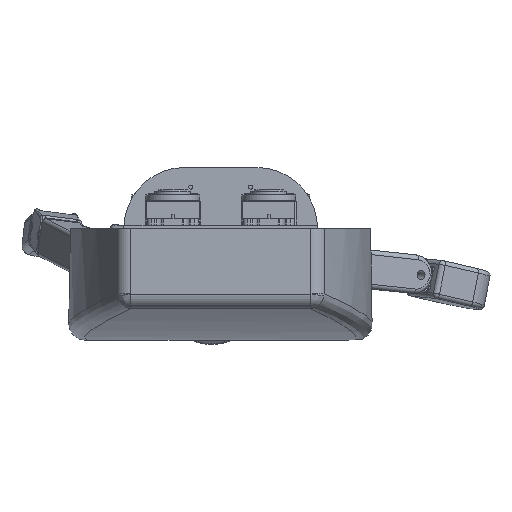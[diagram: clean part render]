
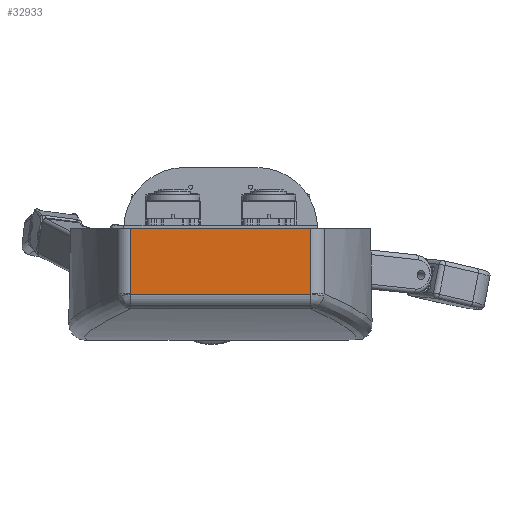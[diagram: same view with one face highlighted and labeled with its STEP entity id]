
A CAD part, front view. The second image highlights one B-rep face of the part: STEP entity #32933.
In plain terms, the highlighted planar face has unit normal (0, -1, 0).
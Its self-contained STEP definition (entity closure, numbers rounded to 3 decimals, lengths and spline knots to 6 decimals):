
#2291=B_SPLINE_CURVE_WITH_KNOTS('',3,(#58226,#58227,#58228,#58229),
 .UNSPECIFIED.,.F.,.F.,(4,4),(0.,0.000011),.UNSPECIFIED.);
#2292=B_SPLINE_CURVE_WITH_KNOTS('',3,(#58234,#58235,#58236,#58237),
 .UNSPECIFIED.,.F.,.F.,(4,4),(0.,0.000011),
 .UNSPECIFIED.);
#3754=LINE('',#57762,#5710);
#3778=LINE('',#58223,#5734);
#3779=LINE('',#58231,#5735);
#3780=LINE('',#58232,#5736);
#5710=VECTOR('',#44265,1.);
#5734=VECTOR('',#44335,1.);
#5735=VECTOR('',#44336,1.);
#5736=VECTOR('',#44337,1.);
#11516=ORIENTED_EDGE('',*,*,#18956,.T.);
#11517=ORIENTED_EDGE('',*,*,#18957,.T.);
#11518=ORIENTED_EDGE('',*,*,#18958,.T.);
#11519=ORIENTED_EDGE('',*,*,#18896,.T.);
#11520=ORIENTED_EDGE('',*,*,#18959,.T.);
#11521=ORIENTED_EDGE('',*,*,#18960,.T.);
#18896=EDGE_CURVE('',#22889,#22888,#3754,.T.);
#18956=EDGE_CURVE('',#22938,#22939,#3778,.F.);
#18957=EDGE_CURVE('',#22939,#22940,#2291,.T.);
#18958=EDGE_CURVE('',#22940,#22889,#3779,.F.);
#18959=EDGE_CURVE('',#22888,#22941,#3780,.F.);
#18960=EDGE_CURVE('',#22941,#22938,#2292,.T.);
#22888=VERTEX_POINT('',#57761);
#22889=VERTEX_POINT('',#57763);
#22938=VERTEX_POINT('',#58224);
#22939=VERTEX_POINT('',#58225);
#22940=VERTEX_POINT('',#58230);
#22941=VERTEX_POINT('',#58233);
#27658=EDGE_LOOP('',(#11516,#11517,#11518,#11519,#11520,#11521));
#30105=FACE_BOUND('',#27658,.T.);
#31673=PLANE('',#37181);
#32933=ADVANCED_FACE('',(#30105),#31673,.T.);
#37181=AXIS2_PLACEMENT_3D('',#58222,#44333,#44334);
#44265=DIRECTION('',(-1.,0.,0.));
#44333=DIRECTION('',(0.,-1.,0.));
#44334=DIRECTION('',(0.,0.,-1.));
#44335=DIRECTION('',(-1.,0.,0.));
#44336=DIRECTION('',(0.,0.,-1.));
#44337=DIRECTION('',(0.,0.,1.));
#57761=CARTESIAN_POINT('',(0.000124,-0.220729,0.021336));
#57762=CARTESIAN_POINT('',(0.032754,-0.220729,0.021336));
#57763=CARTESIAN_POINT('',(0.065383,-0.220729,0.021336));
#58222=CARTESIAN_POINT('',(0.032754,-0.220729,0.021336));
#58223=CARTESIAN_POINT('',(0.032754,-0.220729,-0.002318));
#58224=CARTESIAN_POINT('',(0.000125,-0.220729,-0.002318));
#58225=CARTESIAN_POINT('',(0.065382,-0.220729,-0.002318));
#58226=CARTESIAN_POINT('',(0.065382,-0.220729,-0.002318));
#58227=CARTESIAN_POINT('',(0.065383,-0.220729,-0.002315));
#58228=CARTESIAN_POINT('',(0.065383,-0.220729,-0.002311));
#58229=CARTESIAN_POINT('',(0.065383,-0.220729,-0.002307));
#58230=CARTESIAN_POINT('',(0.065383,-0.220729,-0.002307));
#58231=CARTESIAN_POINT('',(0.065383,-0.220729,0.021336));
#58232=CARTESIAN_POINT('',(0.000124,-0.220729,-0.006626));
#58233=CARTESIAN_POINT('',(0.000124,-0.220729,-0.002307));
#58234=CARTESIAN_POINT('',(0.000124,-0.220729,-0.002307));
#58235=CARTESIAN_POINT('',(0.000124,-0.220729,-0.002311));
#58236=CARTESIAN_POINT('',(0.000124,-0.220729,-0.002315));
#58237=CARTESIAN_POINT('',(0.000125,-0.220729,-0.002318));
